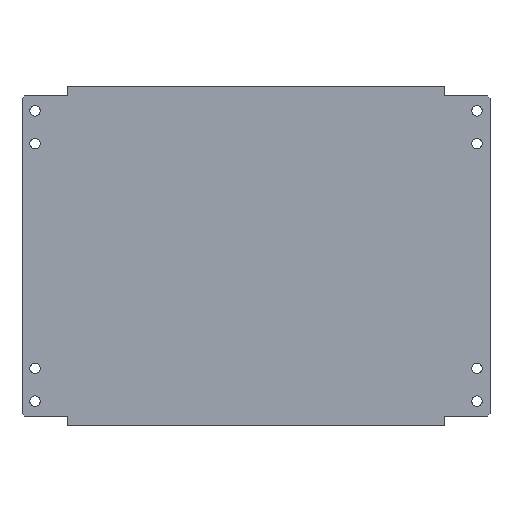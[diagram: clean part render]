
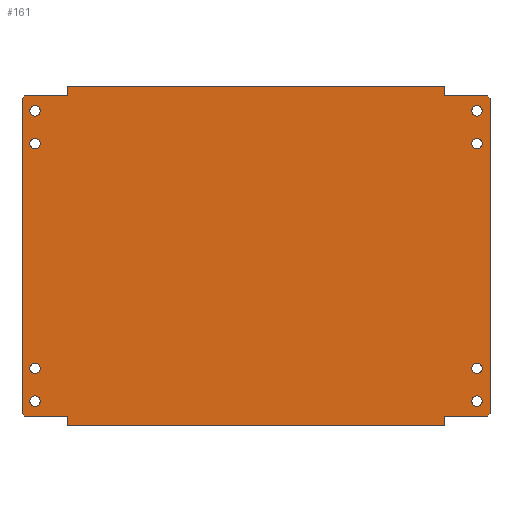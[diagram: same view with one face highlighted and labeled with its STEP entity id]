
A CAD part, top view. The second image highlights one B-rep face of the part: STEP entity #161.
In plain terms, the highlighted planar face has unit normal (0, 0, 1).
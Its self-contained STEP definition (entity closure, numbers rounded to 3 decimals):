
#104=FACE_BOUND('',#237,.T.);
#105=FACE_BOUND('',#238,.T.);
#106=FACE_BOUND('',#239,.T.);
#107=FACE_BOUND('',#240,.T.);
#108=FACE_BOUND('',#241,.T.);
#109=FACE_BOUND('',#242,.T.);
#110=FACE_BOUND('',#243,.T.);
#111=FACE_BOUND('',#244,.T.);
#112=FACE_BOUND('',#245,.T.);
#121=CIRCLE('',#628,4.);
#123=CIRCLE('',#631,4.);
#125=CIRCLE('',#634,4.);
#127=CIRCLE('',#637,4.);
#129=CIRCLE('',#640,4.);
#131=CIRCLE('',#643,4.);
#133=CIRCLE('',#646,4.);
#135=CIRCLE('',#649,4.);
#161=ADVANCED_FACE('F22',(#104,#105,#106,#107,#108,#109,#110,#111,#112),
#179,.T.);
#179=PLANE('',#664);
#237=EDGE_LOOP('',(#363,#364,#365,#366,#367,#368,#369,#370,#371,#372,#373,
#374,#375,#376,#377,#378));
#238=EDGE_LOOP('',(#379));
#239=EDGE_LOOP('',(#380));
#240=EDGE_LOOP('',(#381));
#241=EDGE_LOOP('',(#382));
#242=EDGE_LOOP('',(#383));
#243=EDGE_LOOP('',(#384));
#244=EDGE_LOOP('',(#385));
#245=EDGE_LOOP('',(#386));
#363=ORIENTED_EDGE('',*,*,#439,.T.);
#364=ORIENTED_EDGE('',*,*,#480,.F.);
#365=ORIENTED_EDGE('',*,*,#443,.T.);
#366=ORIENTED_EDGE('',*,*,#483,.F.);
#367=ORIENTED_EDGE('',*,*,#484,.F.);
#368=ORIENTED_EDGE('',*,*,#487,.F.);
#369=ORIENTED_EDGE('',*,*,#490,.F.);
#370=ORIENTED_EDGE('',*,*,#493,.F.);
#371=ORIENTED_EDGE('',*,*,#449,.T.);
#372=ORIENTED_EDGE('',*,*,#496,.T.);
#373=ORIENTED_EDGE('',*,*,#451,.T.);
#374=ORIENTED_EDGE('',*,*,#499,.F.);
#375=ORIENTED_EDGE('',*,*,#500,.F.);
#376=ORIENTED_EDGE('',*,*,#503,.F.);
#377=ORIENTED_EDGE('',*,*,#510,.F.);
#378=ORIENTED_EDGE('',*,*,#508,.F.);
#379=ORIENTED_EDGE('',*,*,#476,.T.);
#380=ORIENTED_EDGE('',*,*,#473,.T.);
#381=ORIENTED_EDGE('',*,*,#470,.T.);
#382=ORIENTED_EDGE('',*,*,#467,.T.);
#383=ORIENTED_EDGE('',*,*,#464,.T.);
#384=ORIENTED_EDGE('',*,*,#461,.T.);
#385=ORIENTED_EDGE('',*,*,#458,.T.);
#386=ORIENTED_EDGE('',*,*,#455,.T.);
#391=VERTEX_POINT('',#810);
#392=VERTEX_POINT('',#811);
#395=VERTEX_POINT('',#819);
#396=VERTEX_POINT('',#820);
#401=VERTEX_POINT('',#831);
#402=VERTEX_POINT('',#833);
#403=VERTEX_POINT('',#837);
#404=VERTEX_POINT('',#838);
#407=VERTEX_POINT('',#846);
#409=VERTEX_POINT('',#852);
#411=VERTEX_POINT('',#858);
#413=VERTEX_POINT('',#864);
#415=VERTEX_POINT('',#870);
#417=VERTEX_POINT('',#876);
#419=VERTEX_POINT('',#882);
#421=VERTEX_POINT('',#888);
#424=VERTEX_POINT('',#899);
#425=VERTEX_POINT('',#903);
#427=VERTEX_POINT('',#909);
#429=VERTEX_POINT('',#915);
#432=VERTEX_POINT('',#929);
#433=VERTEX_POINT('',#933);
#435=VERTEX_POINT('',#939);
#438=VERTEX_POINT('',#949);
#439=EDGE_CURVE('E111',#391,#392,#511,.T.);
#443=EDGE_CURVE('E101',#395,#396,#515,.T.);
#449=EDGE_CURVE('E92',#402,#401,#521,.T.);
#451=EDGE_CURVE('E81',#403,#404,#523,.T.);
#455=EDGE_CURVE('E70',#407,#407,#121,.T.);
#458=EDGE_CURVE('E67',#409,#409,#123,.T.);
#461=EDGE_CURVE('E64',#411,#411,#125,.T.);
#464=EDGE_CURVE('E61',#413,#413,#127,.T.);
#467=EDGE_CURVE('E58',#415,#415,#129,.T.);
#470=EDGE_CURVE('E55',#417,#417,#131,.T.);
#473=EDGE_CURVE('E52',#419,#419,#133,.T.);
#476=EDGE_CURVE('E49',#421,#421,#135,.T.);
#480=EDGE_CURVE('E41',#395,#392,#536,.T.);
#483=EDGE_CURVE('E37',#424,#396,#539,.T.);
#484=EDGE_CURVE('E33',#425,#424,#540,.T.);
#487=EDGE_CURVE('E29',#427,#425,#543,.T.);
#490=EDGE_CURVE('E25',#429,#427,#546,.T.);
#493=EDGE_CURVE('E21',#402,#429,#549,.T.);
#496=EDGE_CURVE('E17',#401,#403,#552,.T.);
#499=EDGE_CURVE('E13',#432,#404,#555,.T.);
#500=EDGE_CURVE('E9',#433,#432,#556,.T.);
#503=EDGE_CURVE('E5',#435,#433,#559,.T.);
#508=EDGE_CURVE('E45',#391,#438,#564,.T.);
#510=EDGE_CURVE('E1',#438,#435,#566,.T.);
#511=LINE('',#809,#567);
#515=LINE('',#818,#571);
#521=LINE('',#832,#577);
#523=LINE('',#836,#579);
#536=LINE('',#894,#592);
#539=LINE('',#900,#595);
#540=LINE('',#902,#596);
#543=LINE('',#908,#599);
#546=LINE('',#914,#602);
#549=LINE('',#920,#605);
#552=LINE('',#924,#608);
#555=LINE('',#930,#611);
#556=LINE('',#932,#612);
#559=LINE('',#938,#615);
#564=LINE('',#948,#620);
#566=LINE('',#952,#622);
#567=VECTOR('',#668,1.);
#571=VECTOR('',#674,1.);
#577=VECTOR('',#682,1.);
#579=VECTOR('',#686,1.);
#592=VECTOR('',#749,1.);
#595=VECTOR('',#754,1.);
#596=VECTOR('',#757,1.);
#599=VECTOR('',#762,1.);
#602=VECTOR('',#767,1.);
#605=VECTOR('',#772,1.);
#608=VECTOR('',#777,1.);
#611=VECTOR('',#782,1.);
#612=VECTOR('',#785,1.);
#615=VECTOR('',#790,1.);
#620=VECTOR('',#799,1.);
#622=VECTOR('',#803,1.);
#628=AXIS2_PLACEMENT_3D('',#845,#692,#693);
#631=AXIS2_PLACEMENT_3D('',#851,#699,#700);
#634=AXIS2_PLACEMENT_3D('',#857,#706,#707);
#637=AXIS2_PLACEMENT_3D('',#863,#713,#714);
#640=AXIS2_PLACEMENT_3D('',#869,#720,#721);
#643=AXIS2_PLACEMENT_3D('',#875,#727,#728);
#646=AXIS2_PLACEMENT_3D('',#881,#734,#735);
#649=AXIS2_PLACEMENT_3D('',#887,#741,#742);
#664=AXIS2_PLACEMENT_3D('',#953,#804,#805);
#668=DIRECTION('',(-0.707,-0.707,0.));
#674=DIRECTION('',(0.707,-0.707,0.));
#682=DIRECTION('',(0.707,0.707,0.));
#686=DIRECTION('',(-0.707,0.707,0.));
#692=DIRECTION('',(0.,0.,-1.));
#693=DIRECTION('',(-1.,0.,0.));
#699=DIRECTION('',(0.,0.,-1.));
#700=DIRECTION('',(-1.,0.,0.));
#706=DIRECTION('',(0.,0.,-1.));
#707=DIRECTION('',(-1.,0.,0.));
#713=DIRECTION('',(0.,0.,-1.));
#714=DIRECTION('',(-1.,0.,0.));
#720=DIRECTION('',(0.,0.,-1.));
#721=DIRECTION('',(-1.,0.,0.));
#727=DIRECTION('',(0.,0.,-1.));
#728=DIRECTION('',(0.,1.,0.));
#734=DIRECTION('',(0.,0.,-1.));
#735=DIRECTION('',(-1.,0.,0.));
#741=DIRECTION('',(0.,0.,-1.));
#742=DIRECTION('',(-1.,0.,0.));
#749=DIRECTION('',(0.,1.,0.));
#754=DIRECTION('',(-1.,0.,0.));
#757=DIRECTION('',(0.,1.,0.));
#762=DIRECTION('',(-1.,0.,0.));
#767=DIRECTION('',(0.,-1.,0.));
#772=DIRECTION('',(-1.,0.,0.));
#777=DIRECTION('',(0.,1.,0.));
#782=DIRECTION('',(1.,0.,0.));
#785=DIRECTION('',(0.,-1.,0.));
#790=DIRECTION('',(1.,0.,0.));
#799=DIRECTION('',(1.,0.,0.));
#803=DIRECTION('',(0.,1.,0.));
#804=DIRECTION('',(0.,0.,1.));
#805=DIRECTION('',(1.,0.,0.));
#809=CARTESIAN_POINT('',(-292.09,-88.199,-29.5));
#810=CARTESIAN_POINT('',(-291.09,-87.199,-29.5));
#811=CARTESIAN_POINT('',(-293.09,-89.199,-29.5));
#818=CARTESIAN_POINT('',(-292.09,-331.199,-29.5));
#819=CARTESIAN_POINT('',(-293.09,-330.199,-29.5));
#820=CARTESIAN_POINT('',(-291.09,-332.199,-29.5));
#831=CARTESIAN_POINT('',(64.91,-330.199,-29.5));
#832=CARTESIAN_POINT('',(63.91,-331.199,-29.5));
#833=CARTESIAN_POINT('',(62.91,-332.199,-29.5));
#836=CARTESIAN_POINT('',(63.91,-88.199,-29.5));
#837=CARTESIAN_POINT('',(64.91,-89.199,-29.5));
#838=CARTESIAN_POINT('',(62.91,-87.199,-29.5));
#845=CARTESIAN_POINT('',(54.91,-98.699,-29.5));
#846=CARTESIAN_POINT('',(50.91,-98.699,-29.5));
#851=CARTESIAN_POINT('',(-283.09,-98.699,-29.5));
#852=CARTESIAN_POINT('',(-287.09,-98.699,-29.5));
#857=CARTESIAN_POINT('',(-283.09,-320.699,-29.5));
#858=CARTESIAN_POINT('',(-287.09,-320.699,-29.5));
#863=CARTESIAN_POINT('',(54.91,-320.699,-29.5));
#864=CARTESIAN_POINT('',(50.91,-320.699,-29.5));
#869=CARTESIAN_POINT('',(-283.09,-295.699,-29.5));
#870=CARTESIAN_POINT('',(-287.09,-295.699,-29.5));
#875=CARTESIAN_POINT('',(-283.09,-123.699,-29.5));
#876=CARTESIAN_POINT('',(-287.09,-123.699,-29.5));
#881=CARTESIAN_POINT('',(54.91,-123.699,-29.5));
#882=CARTESIAN_POINT('',(50.91,-123.699,-29.5));
#887=CARTESIAN_POINT('',(54.91,-295.699,-29.5));
#888=CARTESIAN_POINT('',(50.91,-295.699,-29.5));
#894=CARTESIAN_POINT('',(-293.09,-159.699,-29.5));
#899=CARTESIAN_POINT('',(-258.09,-332.199,-29.5));
#900=CARTESIAN_POINT('',(-274.59,-332.199,-29.5));
#902=CARTESIAN_POINT('',(-258.09,-335.949,-29.5));
#903=CARTESIAN_POINT('',(-258.09,-339.699,-29.5));
#908=CARTESIAN_POINT('',(-214.09,-339.699,-29.5));
#909=CARTESIAN_POINT('',(29.91,-339.699,-29.5));
#914=CARTESIAN_POINT('',(29.91,-335.949,-29.5));
#915=CARTESIAN_POINT('',(29.91,-332.199,-29.5));
#920=CARTESIAN_POINT('',(46.41,-332.199,-29.5));
#924=CARTESIAN_POINT('',(64.91,-159.699,-29.5));
#929=CARTESIAN_POINT('',(29.91,-87.199,-29.5));
#930=CARTESIAN_POINT('',(46.41,-87.199,-29.5));
#932=CARTESIAN_POINT('',(29.91,-83.449,-29.5));
#933=CARTESIAN_POINT('',(29.91,-79.699,-29.5));
#938=CARTESIAN_POINT('',(-214.09,-79.699,-29.5));
#939=CARTESIAN_POINT('',(-258.09,-79.699,-29.5));
#948=CARTESIAN_POINT('',(-274.59,-87.199,-29.5));
#949=CARTESIAN_POINT('',(-258.09,-87.199,-29.5));
#952=CARTESIAN_POINT('',(-258.09,-83.449,-29.5));
#953=CARTESIAN_POINT('',(-520.99,-357.699,-29.5));
